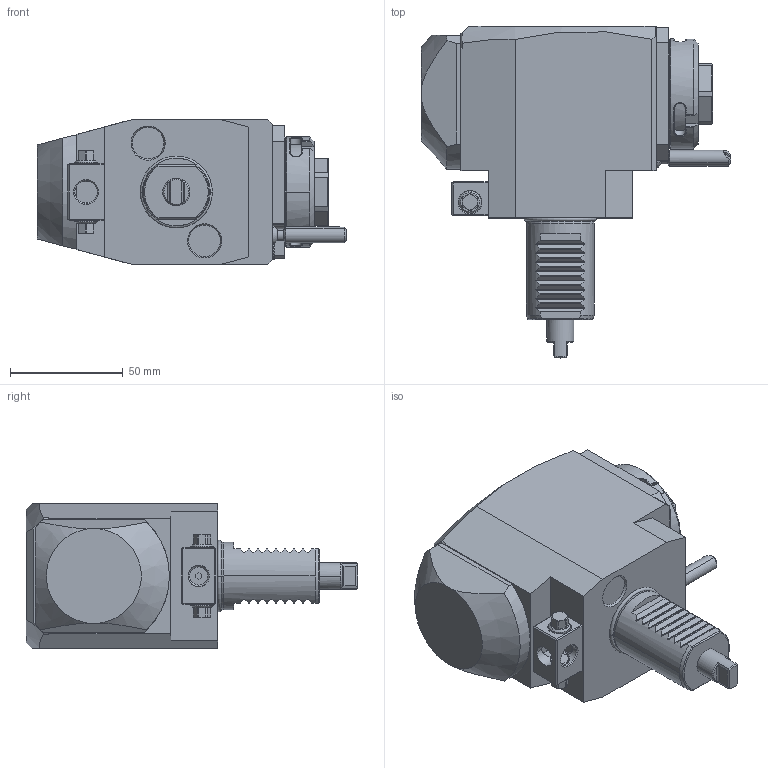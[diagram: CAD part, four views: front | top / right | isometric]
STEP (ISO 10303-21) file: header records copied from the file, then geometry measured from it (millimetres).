
FILE_DESCRIPTION((''),'2;1');
FILE_NAME('NGT1_30_225_25_1_3_55T','2024-03-27T',('vali'),('NOVA GRUP'),'PRO/ENGINEER BY PARAMETRIC TECHNOLOGY CORPORATION, 2010280','PRO/ENGINEER BY PARAMETRIC TECHNOLOGY CORPORATION, 2010280','');
FILE_SCHEMA(('CONFIG_CONTROL_DESIGN'));
Length unit declared in the file: millimetre
Products named in the file (1): NGT1_30_225_25_1_3_55T
Bounding box: 136.88 x 147 x 64 mm (x, y, z)
Volume: 546329.3 mm3; surface area: 49236.5 mm2
Topology: 1 solids, 1 shells, 378 faces, 1014 edges, 655 vertices
Faces by surface type: plane 212, cylinder 92, cone 60, torus 6, bspline 6, sphere 2
Entity records: 14933 total; most frequent: CARTESIAN_POINT 5779, ORIENTED_EDGE 2028, DIRECTION 1716, EDGE_CURVE 1014, VERTEX_POINT 655, AXIS2_PLACEMENT_3D 589, VECTOR 538, LINE 538
